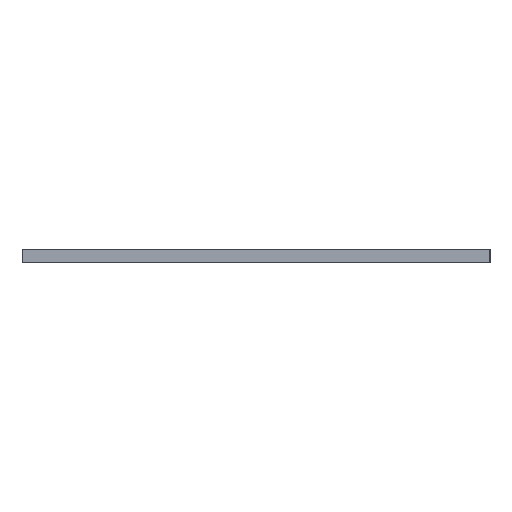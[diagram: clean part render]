
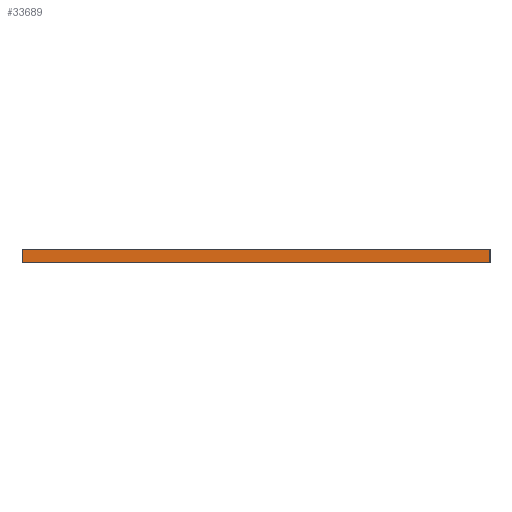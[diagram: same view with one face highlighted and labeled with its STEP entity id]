
A CAD part, left-side view. The second image highlights one B-rep face of the part: STEP entity #33689.
In plain terms, the highlighted planar face has unit normal (-1, 0, 0).
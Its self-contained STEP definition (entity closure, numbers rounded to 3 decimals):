
#83 = PLANE('',#84);
#84 = AXIS2_PLACEMENT_3D('',#85,#86,#87);
#85 = CARTESIAN_POINT('',(-0.611,0.,1.6));
#86 = DIRECTION('',(0.,0.,1.));
#87 = DIRECTION('',(1.,0.,-0.));
#137 = PLANE('',#138);
#138 = AXIS2_PLACEMENT_3D('',#139,#140,#141);
#139 = CARTESIAN_POINT('',(-0.611,0.,0.));
#140 = DIRECTION('',(0.,0.,1.));
#141 = DIRECTION('',(1.,0.,-0.));
#3830 = VERTEX_POINT('',#3831);
#3831 = CARTESIAN_POINT('',(-28.831,28.306,0.));
#3845 = PLANE('',#3846);
#3846 = AXIS2_PLACEMENT_3D('',#3847,#3848,#3849);
#3847 = CARTESIAN_POINT('',(-10.647,28.306,0.));
#3848 = DIRECTION('',(0.,-1.,0.));
#3849 = DIRECTION('',(-1.,0.,0.));
#3857 = EDGE_CURVE('',#3830,#3858,#3860,.T.);
#3858 = VERTEX_POINT('',#3859);
#3859 = CARTESIAN_POINT('',(-28.831,-28.306,0.));
#3860 = SURFACE_CURVE('',#3861,(#3865,#3872),.PCURVE_S1.);
#3861 = LINE('',#3862,#3863);
#3862 = CARTESIAN_POINT('',(-28.831,28.306,0.));
#3863 = VECTOR('',#3864,1.);
#3864 = DIRECTION('',(0.,-1.,0.));
#3865 = PCURVE('',#137,#3866);
#3866 = DEFINITIONAL_REPRESENTATION('',(#3867),#3871);
#3867 = LINE('',#3868,#3869);
#3868 = CARTESIAN_POINT('',(-28.22,28.306));
#3869 = VECTOR('',#3870,1.);
#3870 = DIRECTION('',(0.,-1.));
#3871 = ( GEOMETRIC_REPRESENTATION_CONTEXT(2) 
PARAMETRIC_REPRESENTATION_CONTEXT() REPRESENTATION_CONTEXT('2D SPACE',''
  ) );
#3872 = PCURVE('',#3873,#3878);
#3873 = PLANE('',#3874);
#3874 = AXIS2_PLACEMENT_3D('',#3875,#3876,#3877);
#3875 = CARTESIAN_POINT('',(-28.831,28.306,0.));
#3876 = DIRECTION('',(1.,0.,-0.));
#3877 = DIRECTION('',(0.,-1.,0.));
#3878 = DEFINITIONAL_REPRESENTATION('',(#3879),#3883);
#3879 = LINE('',#3880,#3881);
#3880 = CARTESIAN_POINT('',(0.,0.));
#3881 = VECTOR('',#3882,1.);
#3882 = DIRECTION('',(1.,0.));
#3883 = ( GEOMETRIC_REPRESENTATION_CONTEXT(2) 
PARAMETRIC_REPRESENTATION_CONTEXT() REPRESENTATION_CONTEXT('2D SPACE',''
  ) );
#3901 = PLANE('',#3902);
#3902 = AXIS2_PLACEMENT_3D('',#3903,#3904,#3905);
#3903 = CARTESIAN_POINT('',(-28.831,-28.306,0.));
#3904 = DIRECTION('',(0.,1.,0.));
#3905 = DIRECTION('',(1.,0.,0.));
#21323 = VERTEX_POINT('',#21324);
#21324 = CARTESIAN_POINT('',(-28.831,28.306,1.6));
#21345 = EDGE_CURVE('',#21323,#21346,#21348,.T.);
#21346 = VERTEX_POINT('',#21347);
#21347 = CARTESIAN_POINT('',(-28.831,-28.306,1.6));
#21348 = SURFACE_CURVE('',#21349,(#21353,#21360),.PCURVE_S1.);
#21349 = LINE('',#21350,#21351);
#21350 = CARTESIAN_POINT('',(-28.831,28.306,1.6));
#21351 = VECTOR('',#21352,1.);
#21352 = DIRECTION('',(0.,-1.,0.));
#21353 = PCURVE('',#83,#21354);
#21354 = DEFINITIONAL_REPRESENTATION('',(#21355),#21359);
#21355 = LINE('',#21356,#21357);
#21356 = CARTESIAN_POINT('',(-28.22,28.306));
#21357 = VECTOR('',#21358,1.);
#21358 = DIRECTION('',(0.,-1.));
#21359 = ( GEOMETRIC_REPRESENTATION_CONTEXT(2) 
PARAMETRIC_REPRESENTATION_CONTEXT() REPRESENTATION_CONTEXT('2D SPACE',''
  ) );
#21360 = PCURVE('',#3873,#21361);
#21361 = DEFINITIONAL_REPRESENTATION('',(#21362),#21366);
#21362 = LINE('',#21363,#21364);
#21363 = CARTESIAN_POINT('',(0.,-1.6));
#21364 = VECTOR('',#21365,1.);
#21365 = DIRECTION('',(1.,0.));
#21366 = ( GEOMETRIC_REPRESENTATION_CONTEXT(2) 
PARAMETRIC_REPRESENTATION_CONTEXT() REPRESENTATION_CONTEXT('2D SPACE',''
  ) );
#33639 = EDGE_CURVE('',#3858,#21346,#33640,.T.);
#33640 = SURFACE_CURVE('',#33641,(#33645,#33652),.PCURVE_S1.);
#33641 = LINE('',#33642,#33643);
#33642 = CARTESIAN_POINT('',(-28.831,-28.306,0.));
#33643 = VECTOR('',#33644,1.);
#33644 = DIRECTION('',(0.,0.,1.));
#33645 = PCURVE('',#3901,#33646);
#33646 = DEFINITIONAL_REPRESENTATION('',(#33647),#33651);
#33647 = LINE('',#33648,#33649);
#33648 = CARTESIAN_POINT('',(0.,0.));
#33649 = VECTOR('',#33650,1.);
#33650 = DIRECTION('',(0.,-1.));
#33651 = ( GEOMETRIC_REPRESENTATION_CONTEXT(2) 
PARAMETRIC_REPRESENTATION_CONTEXT() REPRESENTATION_CONTEXT('2D SPACE',''
  ) );
#33652 = PCURVE('',#3873,#33653);
#33653 = DEFINITIONAL_REPRESENTATION('',(#33654),#33658);
#33654 = LINE('',#33655,#33656);
#33655 = CARTESIAN_POINT('',(56.611,0.));
#33656 = VECTOR('',#33657,1.);
#33657 = DIRECTION('',(0.,-1.));
#33658 = ( GEOMETRIC_REPRESENTATION_CONTEXT(2) 
PARAMETRIC_REPRESENTATION_CONTEXT() REPRESENTATION_CONTEXT('2D SPACE',''
  ) );
#33689 = ADVANCED_FACE('',(#33690),#3873,.F.);
#33690 = FACE_BOUND('',#33691,.F.);
#33691 = EDGE_LOOP('',(#33692,#33713,#33714,#33715));
#33692 = ORIENTED_EDGE('',*,*,#33693,.T.);
#33693 = EDGE_CURVE('',#3830,#21323,#33694,.T.);
#33694 = SURFACE_CURVE('',#33695,(#33699,#33706),.PCURVE_S1.);
#33695 = LINE('',#33696,#33697);
#33696 = CARTESIAN_POINT('',(-28.831,28.306,0.));
#33697 = VECTOR('',#33698,1.);
#33698 = DIRECTION('',(0.,0.,1.));
#33699 = PCURVE('',#3873,#33700);
#33700 = DEFINITIONAL_REPRESENTATION('',(#33701),#33705);
#33701 = LINE('',#33702,#33703);
#33702 = CARTESIAN_POINT('',(0.,0.));
#33703 = VECTOR('',#33704,1.);
#33704 = DIRECTION('',(0.,-1.));
#33705 = ( GEOMETRIC_REPRESENTATION_CONTEXT(2) 
PARAMETRIC_REPRESENTATION_CONTEXT() REPRESENTATION_CONTEXT('2D SPACE',''
  ) );
#33706 = PCURVE('',#3845,#33707);
#33707 = DEFINITIONAL_REPRESENTATION('',(#33708),#33712);
#33708 = LINE('',#33709,#33710);
#33709 = CARTESIAN_POINT('',(18.184,0.));
#33710 = VECTOR('',#33711,1.);
#33711 = DIRECTION('',(0.,-1.));
#33712 = ( GEOMETRIC_REPRESENTATION_CONTEXT(2) 
PARAMETRIC_REPRESENTATION_CONTEXT() REPRESENTATION_CONTEXT('2D SPACE',''
  ) );
#33713 = ORIENTED_EDGE('',*,*,#21345,.T.);
#33714 = ORIENTED_EDGE('',*,*,#33639,.F.);
#33715 = ORIENTED_EDGE('',*,*,#3857,.F.);
